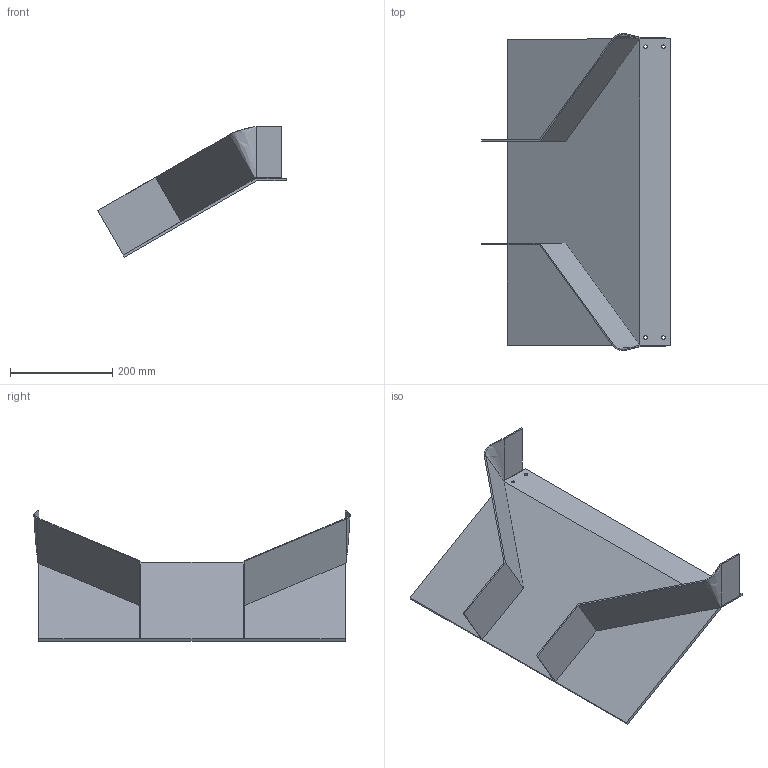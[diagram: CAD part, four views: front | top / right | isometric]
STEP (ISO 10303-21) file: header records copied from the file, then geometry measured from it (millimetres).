
FILE_DESCRIPTION(('CATIA V5 STEP Exchange','CAx-IF Rec.Pracs.--- Model Styling and Organization---1.5--- 2016-08-15','CAx-IF Rec.Pracs.---Supplemental Geometry---1.0---2011-11-01','CAx-IF Rec.Pracs.--- Composite Materials ---3.4---2017-06-13','CAx-IF Rec.Pracs.---Tessellated 3D Geometry---1.0---2015-12-17'),'2;1');
FILE_NAME('Part2.stp','2024-10-14T06:19:27+00:00',('none'),('none'),'CATIA Version 5-6 Release 2023','CATIA V5 STEP AP242 v2','none');
FILE_SCHEMA(('AP242_MANAGED_MODEL_BASED_3D_ENGINEERING_MIM_LF {1 0 10303 442 1 1 4}'));
Length unit declared in the file: millimetre
Products named in the file (1): Part2
Bounding box: 369.81 x 621.28 x 255.33 mm (x, y, z)
Volume: 1356154.2 mm3; surface area: 631623.2 mm2
Topology: 1 solids, 3 shells, 50 faces, 122 edges, 76 vertices
Faces by surface type: plane 34, cylinder 8, bspline 8
Entity records: 2058 total; most frequent: CARTESIAN_POINT 940, ORIENTED_EDGE 236, DIRECTION 172, EDGE_CURVE 122, VECTOR 98, LINE 98, VERTEX_POINT 76, EDGE_LOOP 58
